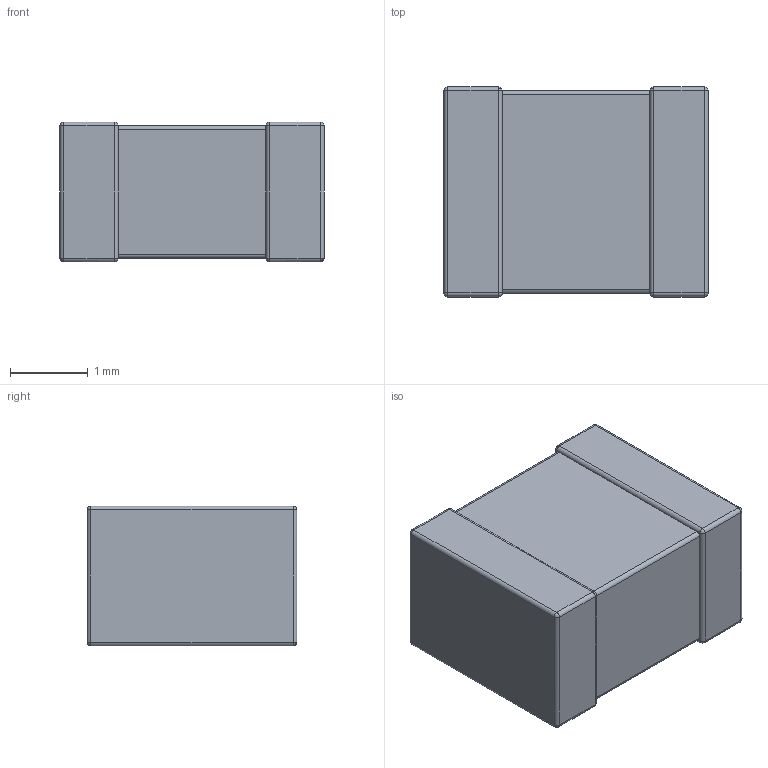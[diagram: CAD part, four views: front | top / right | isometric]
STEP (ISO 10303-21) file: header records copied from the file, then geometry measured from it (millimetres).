
FILE_DESCRIPTION((''),'2;1');
FILE_NAME('FUSR_EPCOS_B59607A0120A062.stp','2012-11-08T09:39:03',(''),(''),'Mechanical Desktop 2011','Mechanical Desktop 2011',', , ');
FILE_SCHEMA(('AUTOMOTIVE_DESIGN { 1 2 10303 214 1 1 1 1 }'));
Length unit declared in the file: millimetre
Products named in the file (1): Product
Bounding box: 3.4 x 2.7 x 1.8 mm (x, y, z)
Volume: 15.7 mm3; surface area: 57 mm2
Topology: 3 solids, 3 shells, 66 faces, 144 edges, 76 vertices
Faces by surface type: bspline 32, cylinder 16, sphere 10, plane 8
Entity records: 2254 total; most frequent: CARTESIAN_POINT 881, DIRECTION 278, ORIENTED_EDGE 272, EDGE_CURVE 136, AXIS2_PLACEMENT_3D 107, VERTEX_POINT 76, CIRCLE 72, EDGE_LOOP 66
